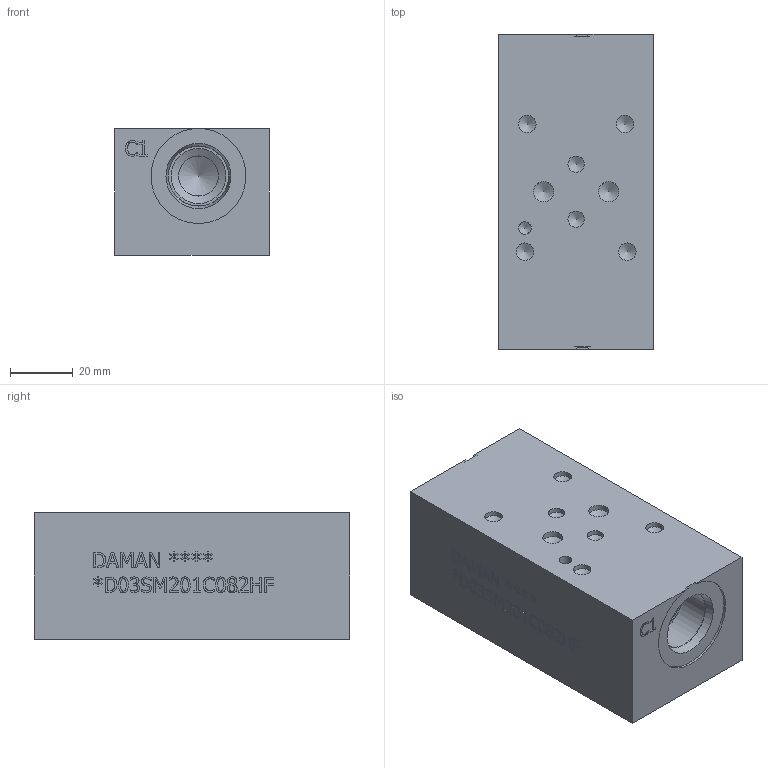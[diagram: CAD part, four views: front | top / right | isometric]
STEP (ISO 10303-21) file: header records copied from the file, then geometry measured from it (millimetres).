
FILE_DESCRIPTION(/* description */ (''),/* implementation_level */ '2;1');
FILE_NAME(/* name */ '_D03SM201C082HF.stp',/* time_stamp */ '2022-08-18T11:40:02-04:00',/* author */ ('trevorh'),/* organization */ (''),/* preprocessor_version */ 'ST-DEVELOPER v18',/* originating_system */ 'Autodesk Inventor 2020',/* authorisation */ '');
FILE_SCHEMA (('CONFIG_CONTROL_DESIGN'));
Length unit declared in the file: millimetre
Products named in the file (1): Part_AD03SM201C082HF.C14413R0_3D
Bounding box: 49.02 x 100.08 x 40.13 mm (x, y, z)
Volume: 179722.1 mm3; surface area: 25965.3 mm2
Topology: 1 solids, 1 shells, 546 faces, 1531 edges, 1030 vertices
Faces by surface type: plane 297, bspline 189, cylinder 32, cone 28
Full cylindrical faces by diameter (mm): 3.175 x1, 3.962 x1, 5.156 x2, 5.563 x8, 6.35 x6, 12.7 x6, 12.725 x1, 12.73 x1, 17.424 x2, 19.05 x2
Entity records: 18908 total; most frequent: CARTESIAN_POINT 5545, ORIENTED_EDGE 3022, DIRECTION 1977, EDGE_CURVE 1511, VERTEX_POINT 1030, LINE 1005, VECTOR 1005, EDGE_LOOP 609
